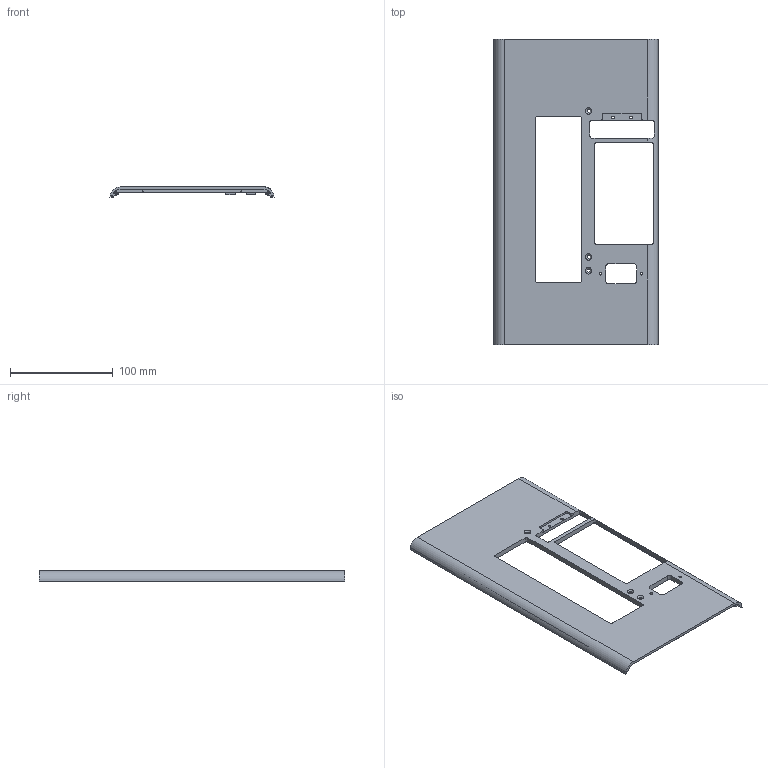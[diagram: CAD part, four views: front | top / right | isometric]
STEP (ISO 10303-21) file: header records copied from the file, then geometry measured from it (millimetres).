
FILE_DESCRIPTION (( 'STEP AP214' ), '1' );
FILE_NAME ('v13 Rear Panel.STEP', '2021-08-09T00:54:53', ( '' ), ( '' ), 'SwSTEP 2.0', 'SolidWorks 2021', '' );
FILE_SCHEMA (( 'AUTOMOTIVE_DESIGN' ));
Length unit declared in the file: centimetre
Products named in the file (1): v13 Rear Panel
Bounding box: 160 x 297.5 x 10 mm (x, y, z)
Volume: 126581.3 mm3; surface area: 81075.7 mm2
Topology: 1 solids, 1 shells, 202 faces, 576 edges, 372 vertices
Faces by surface type: plane 98, cylinder 86, cone 18
Entity records: 6886 total; most frequent: CARTESIAN_POINT 1241, DIRECTION 1140, ORIENTED_EDGE 1128, EDGE_CURVE 564, AXIS2_PLACEMENT_3D 385, VERTEX_POINT 372, LINE 370, VECTOR 370
